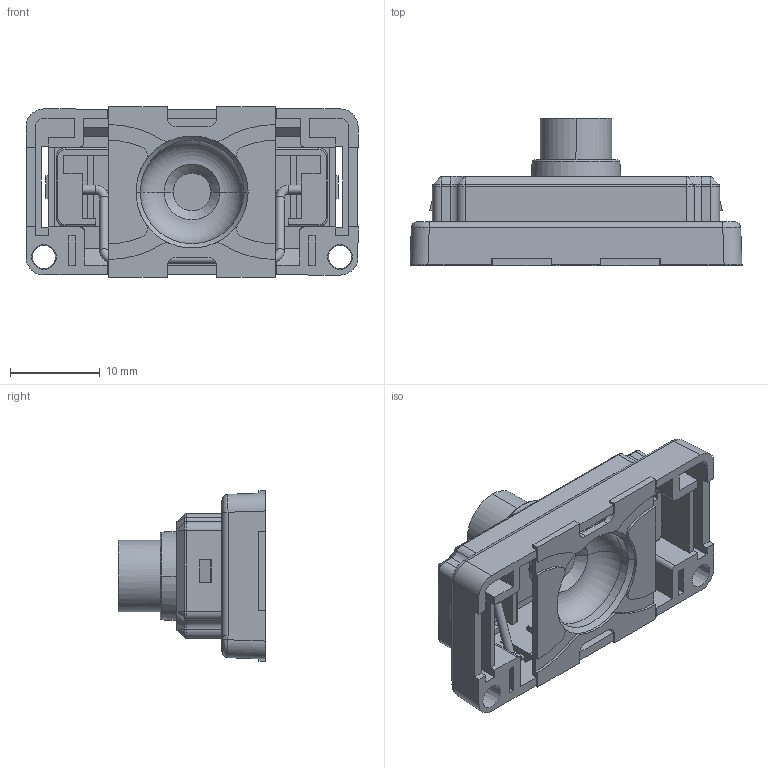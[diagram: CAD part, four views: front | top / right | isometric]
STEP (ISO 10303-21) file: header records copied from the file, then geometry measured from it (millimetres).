
FILE_DESCRIPTION (( 'STEP AP214' ), '1' );
FILE_NAME ('Topre_2U.STEP', '2024-03-09T19:28:53', ( '' ), ( '' ), 'SwSTEP 2.0', 'SolidWorks 2019', '' );
FILE_SCHEMA (( 'AUTOMOTIVE_DESIGN' ));
Length unit declared in the file: millimetre
Products named in the file (5): Topre_2U_Housing; Topre_2U; Topre_2U_Slider; Topre_2U_Wire; Topre_Dome
Assembly tree (4 placements, depth 2):
  Topre_2U
    Topre_2U_Housing
    Topre_2U_Slider
    Topre_2U_Wire
    Topre_Dome
Bounding box: 37 x 16.42 x 19.05 mm (x, y, z)
Volume: 2484 mm3; surface area: 5822.2 mm2
Topology: 4 solids, 4 shells, 485 faces, 1269 edges, 777 vertices
Faces by surface type: plane 226, cylinder 140, torus 67, bspline 26, cone 24, sphere 2
Entity records: 17089 total; most frequent: CARTESIAN_POINT 4993, ORIENTED_EDGE 2518, DIRECTION 2505, EDGE_CURVE 1259, AXIS2_PLACEMENT_3D 861, LINE 783, VECTOR 783, VERTEX_POINT 777
